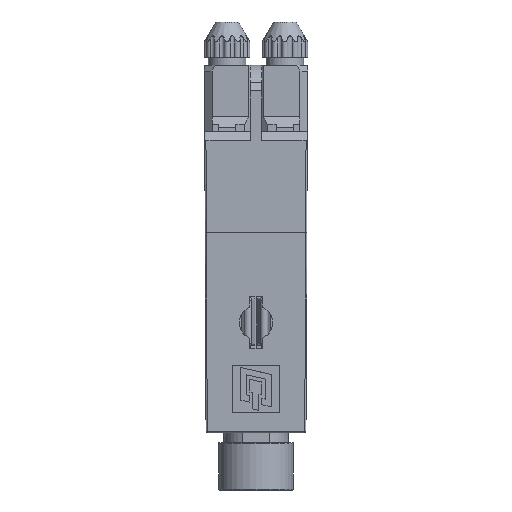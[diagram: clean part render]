
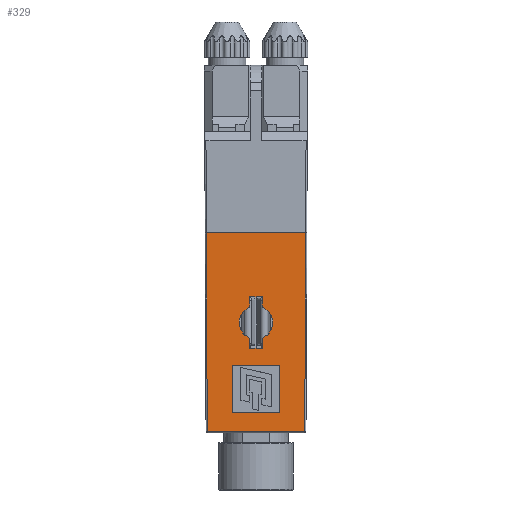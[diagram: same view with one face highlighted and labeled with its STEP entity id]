
A CAD part, front view. The second image highlights one B-rep face of the part: STEP entity #329.
In plain terms, the highlighted planar face has unit normal (0, -1, -0.004).
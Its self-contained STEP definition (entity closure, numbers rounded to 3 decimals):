
#24 = DIRECTION ( 'NONE',  ( -1., 0., 0. ) ) ;
#209 = CARTESIAN_POINT ( 'NONE',  ( 6.35, -4.726, -46.551 ) ) ;
#225 = ORIENTED_EDGE ( 'NONE', *, *, #23163, .T. ) ;
#329 = ADVANCED_FACE ( 'NONE', ( #28254, #6683, #35704 ), #13643, .F. ) ;
#1063 = DIRECTION ( 'NONE',  ( 0., -0.004, 1. ) ) ;
#1137 = VERTEX_POINT ( 'NONE', #27007 ) ;
#1378 = CARTESIAN_POINT ( 'NONE',  ( 0., -4.836, -21.3 ) ) ;
#1490 = DIRECTION ( 'NONE',  ( 0., -1., -0.004 ) ) ;
#1697 = ORIENTED_EDGE ( 'NONE', *, *, #31278, .F. ) ;
#1730 = EDGE_CURVE ( 'NONE', #3175, #18000, #28258, .T. ) ;
#1900 = VECTOR ( 'NONE', #8325, 1000. ) ;
#2314 = DIRECTION ( 'NONE',  ( 0., -1., -0.004 ) ) ;
#2636 = CARTESIAN_POINT ( 'NONE',  ( 0.806, -4.795, -30.755 ) ) ;
#2690 = CARTESIAN_POINT ( 'NONE',  ( 0.805, -4.777, -34.688 ) ) ;
#2693 = LINE ( 'NONE', #19979, #23405 ) ;
#2904 = LINE ( 'NONE', #209, #31964 ) ;
#2996 = EDGE_CURVE ( 'NONE', #20026, #24526, #30373, .T. ) ;
#3175 = VERTEX_POINT ( 'NONE', #9709 ) ;
#3355 = LINE ( 'NONE', #25952, #24068 ) ;
#3383 = EDGE_LOOP ( 'NONE', ( #14674, #17084, #14717, #16830 ) ) ;
#3967 = CIRCLE ( 'NONE', #20486, 2.125 ) ;
#4004 = CARTESIAN_POINT ( 'NONE',  ( -6.2, -4.725, -46.727 ) ) ;
#4115 = CARTESIAN_POINT ( 'NONE',  ( -0.805, -4.777, -34.688 ) ) ;
#4521 = CARTESIAN_POINT ( 'NONE',  ( -0.804, -4.725, -46.7 ) ) ;
#4646 = CARTESIAN_POINT ( 'NONE',  ( -3., -4.762, -38.201 ) ) ;
#4769 = LINE ( 'NONE', #4004, #32939 ) ;
#5278 = DIRECTION ( 'NONE',  ( 0., 1., 0.004 ) ) ;
#5340 = DIRECTION ( 'NONE',  ( 0., -0.004, 1. ) ) ;
#5533 = CARTESIAN_POINT ( 'NONE',  ( -6.311, -4.836, -21.3 ) ) ;
#6683 = FACE_BOUND ( 'NONE', #28818, .T. ) ;
#6856 = DIRECTION ( 'NONE',  ( 0.004, 0.004, -1. ) ) ;
#7301 = CARTESIAN_POINT ( 'NONE',  ( -6.201, -4.726, -46.551 ) ) ;
#7358 = DIRECTION ( 'NONE',  ( 0., 0.004, -1. ) ) ;
#7920 = EDGE_CURVE ( 'NONE', #17635, #32957, #30441, .T. ) ;
#8039 = VERTEX_POINT ( 'NONE', #31097 ) ;
#8325 = DIRECTION ( 'NONE',  ( -1., 0., 0. ) ) ;
#8406 = CARTESIAN_POINT ( 'NONE',  ( -3., -4.762, -38.201 ) ) ;
#8813 = VERTEX_POINT ( 'NONE', #4115 ) ;
#8928 = VECTOR ( 'NONE', #7358, 1000. ) ;
#9709 = CARTESIAN_POINT ( 'NONE',  ( -0.806, -4.8, -29.4 ) ) ;
#9914 = CARTESIAN_POINT ( 'NONE',  ( -3., -4.736, -44.201 ) ) ;
#10056 = ORIENTED_EDGE ( 'NONE', *, *, #2996, .T. ) ;
#10179 = CARTESIAN_POINT ( 'NONE',  ( -0.806, -4.795, -30.755 ) ) ;
#10369 = VECTOR ( 'NONE', #5340, 1000. ) ;
#10966 = VERTEX_POINT ( 'NONE', #5533 ) ;
#11193 = VECTOR ( 'NONE', #18278, 1000. ) ;
#11577 = ORIENTED_EDGE ( 'NONE', *, *, #1730, .F. ) ;
#13512 = VERTEX_POINT ( 'NONE', #7301 ) ;
#13643 = PLANE ( 'NONE',  #29261 ) ;
#13795 = ORIENTED_EDGE ( 'NONE', *, *, #24579, .F. ) ;
#14674 = ORIENTED_EDGE ( 'NONE', *, *, #25778, .F. ) ;
#14717 = ORIENTED_EDGE ( 'NONE', *, *, #17839, .F. ) ;
#15421 = VECTOR ( 'NONE', #23035, 1000. ) ;
#16372 = VERTEX_POINT ( 'NONE', #26155 ) ;
#16506 = CARTESIAN_POINT ( 'NONE',  ( 0., -4.725, -46.7 ) ) ;
#16560 = CARTESIAN_POINT ( 'NONE',  ( 0.804, -4.725, -46.7 ) ) ;
#16758 = LINE ( 'NONE', #34768, #30830 ) ;
#16830 = ORIENTED_EDGE ( 'NONE', *, *, #33550, .F. ) ;
#17076 = DIRECTION ( 'NONE',  ( 1., 0., 0. ) ) ;
#17084 = ORIENTED_EDGE ( 'NONE', *, *, #18963, .F. ) ;
#17091 = ORIENTED_EDGE ( 'NONE', *, *, #30160, .F. ) ;
#17286 = AXIS2_PLACEMENT_3D ( 'NONE', #19192, #2314, #22033 ) ;
#17528 = ORIENTED_EDGE ( 'NONE', *, *, #26202, .F. ) ;
#17635 = VERTEX_POINT ( 'NONE', #2690 ) ;
#17839 = EDGE_CURVE ( 'NONE', #25775, #1137, #16758, .T. ) ;
#17855 = LINE ( 'NONE', #16560, #10369 ) ;
#17988 = LINE ( 'NONE', #8406, #24605 ) ;
#18000 = VERTEX_POINT ( 'NONE', #10179 ) ;
#18278 = DIRECTION ( 'NONE',  ( 1., 0., 0. ) ) ;
#18377 = CARTESIAN_POINT ( 'NONE',  ( 0., -4.786, -32.721 ) ) ;
#18594 = DIRECTION ( 'NONE',  ( 0., 0.004, -1. ) ) ;
#18664 = LINE ( 'NONE', #1378, #11193 ) ;
#18681 = CARTESIAN_POINT ( 'NONE',  ( 3., -4.736, -44.201 ) ) ;
#18963 = EDGE_CURVE ( 'NONE', #1137, #30205, #17988, .T. ) ;
#19192 = CARTESIAN_POINT ( 'NONE',  ( 0., -4.786, -32.721 ) ) ;
#19548 = ORIENTED_EDGE ( 'NONE', *, *, #32747, .F. ) ;
#19979 = CARTESIAN_POINT ( 'NONE',  ( -3., -4.736, -44.201 ) ) ;
#20026 = VERTEX_POINT ( 'NONE', #36000 ) ;
#20486 = AXIS2_PLACEMENT_3D ( 'NONE', #18377, #1490, #21200 ) ;
#20769 = VECTOR ( 'NONE', #18594, 1000. ) ;
#21200 = DIRECTION ( 'NONE',  ( 0., 0.004, -1. ) ) ;
#21302 = CARTESIAN_POINT ( 'NONE',  ( -0.804, -4.725, -46.7 ) ) ;
#22033 = DIRECTION ( 'NONE',  ( 0., 0.004, -1. ) ) ;
#23028 = LINE ( 'NONE', #4521, #8928 ) ;
#23035 = DIRECTION ( 'NONE',  ( -1., 0., 0. ) ) ;
#23163 = EDGE_CURVE ( 'NONE', #10966, #13512, #4769, .T. ) ;
#23264 = VERTEX_POINT ( 'NONE', #9914 ) ;
#23405 = VECTOR ( 'NONE', #33983, 1000. ) ;
#23535 = VECTOR ( 'NONE', #29989, 1000. ) ;
#23619 = ORIENTED_EDGE ( 'NONE', *, *, #7920, .F. ) ;
#24068 = VECTOR ( 'NONE', #34276, 1000. ) ;
#24111 = LINE ( 'NONE', #25699, #31576 ) ;
#24526 = VERTEX_POINT ( 'NONE', #33915 ) ;
#24579 = EDGE_CURVE ( 'NONE', #20026, #17635, #3355, .T. ) ;
#24605 = VECTOR ( 'NONE', #24, 1000. ) ;
#24982 = DIRECTION ( 'NONE',  ( 0., -0.004, 1. ) ) ;
#25187 = CARTESIAN_POINT ( 'NONE',  ( 0., -4.8, -29.4 ) ) ;
#25699 = CARTESIAN_POINT ( 'NONE',  ( 6.2, -4.725, -46.727 ) ) ;
#25775 = VERTEX_POINT ( 'NONE', #18681 ) ;
#25778 = EDGE_CURVE ( 'NONE', #30205, #23264, #31013, .T. ) ;
#25952 = CARTESIAN_POINT ( 'NONE',  ( 0.804, -4.725, -46.7 ) ) ;
#26081 = CARTESIAN_POINT ( 'NONE',  ( 6.201, -4.726, -46.551 ) ) ;
#26155 = CARTESIAN_POINT ( 'NONE',  ( 0.806, -4.8, -29.4 ) ) ;
#26202 = EDGE_CURVE ( 'NONE', #10966, #8039, #18664, .T. ) ;
#27007 = CARTESIAN_POINT ( 'NONE',  ( 3., -4.762, -38.201 ) ) ;
#27135 = EDGE_LOOP ( 'NONE', ( #31276, #29246, #17528, #225 ) ) ;
#28254 = FACE_BOUND ( 'NONE', #3383, .T. ) ;
#28258 = LINE ( 'NONE', #21302, #20769 ) ;
#28818 = EDGE_LOOP ( 'NONE', ( #36168, #11577, #1697, #17091, #23619, #13795, #10056, #19548 ) ) ;
#29209 = EDGE_CURVE ( 'NONE', #30850, #8039, #24111, .T. ) ;
#29246 = ORIENTED_EDGE ( 'NONE', *, *, #29209, .T. ) ;
#29261 = AXIS2_PLACEMENT_3D ( 'NONE', #16506, #5278, #24982 ) ;
#29732 = EDGE_CURVE ( 'NONE', #13512, #30850, #2904, .T. ) ;
#29989 = DIRECTION ( 'NONE',  ( 0., 0.004, -1. ) ) ;
#30160 = EDGE_CURVE ( 'NONE', #32957, #16372, #17855, .T. ) ;
#30205 = VERTEX_POINT ( 'NONE', #30810 ) ;
#30373 = LINE ( 'NONE', #31382, #15421 ) ;
#30441 = CIRCLE ( 'NONE', #17286, 2.125 ) ;
#30810 = CARTESIAN_POINT ( 'NONE',  ( -3., -4.762, -38.201 ) ) ;
#30830 = VECTOR ( 'NONE', #1063, 1000. ) ;
#30850 = VERTEX_POINT ( 'NONE', #26081 ) ;
#31013 = LINE ( 'NONE', #4646, #23535 ) ;
#31097 = CARTESIAN_POINT ( 'NONE',  ( 6.311, -4.836, -21.3 ) ) ;
#31276 = ORIENTED_EDGE ( 'NONE', *, *, #29732, .T. ) ;
#31278 = EDGE_CURVE ( 'NONE', #16372, #3175, #31860, .T. ) ;
#31382 = CARTESIAN_POINT ( 'NONE',  ( 0., -4.772, -36. ) ) ;
#31576 = VECTOR ( 'NONE', #34266, 1000. ) ;
#31860 = LINE ( 'NONE', #25187, #1900 ) ;
#31964 = VECTOR ( 'NONE', #17076, 1000. ) ;
#32747 = EDGE_CURVE ( 'NONE', #8813, #24526, #23028, .T. ) ;
#32939 = VECTOR ( 'NONE', #6856, 1000. ) ;
#32957 = VERTEX_POINT ( 'NONE', #2636 ) ;
#33550 = EDGE_CURVE ( 'NONE', #23264, #25775, #2693, .T. ) ;
#33915 = CARTESIAN_POINT ( 'NONE',  ( -0.805, -4.772, -36. ) ) ;
#33983 = DIRECTION ( 'NONE',  ( 1., 0., 0. ) ) ;
#34266 = DIRECTION ( 'NONE',  ( 0.004, -0.004, 1. ) ) ;
#34276 = DIRECTION ( 'NONE',  ( 0., -0.004, 1. ) ) ;
#34294 = EDGE_CURVE ( 'NONE', #18000, #8813, #3967, .T. ) ;
#34768 = CARTESIAN_POINT ( 'NONE',  ( 3., -4.762, -38.201 ) ) ;
#35704 = FACE_OUTER_BOUND ( 'NONE', #27135, .T. ) ;
#36000 = CARTESIAN_POINT ( 'NONE',  ( 0.805, -4.772, -36. ) ) ;
#36168 = ORIENTED_EDGE ( 'NONE', *, *, #34294, .F. ) ;
